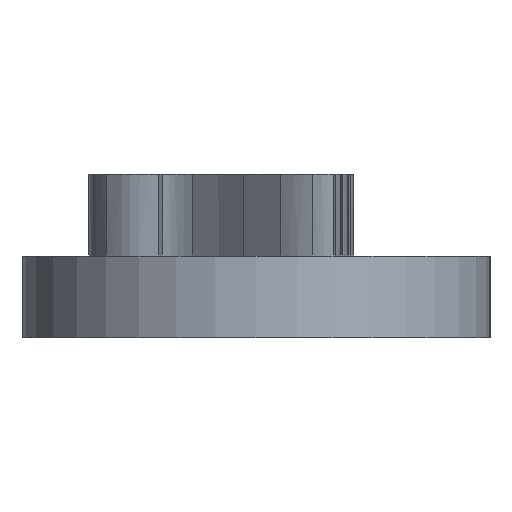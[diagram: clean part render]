
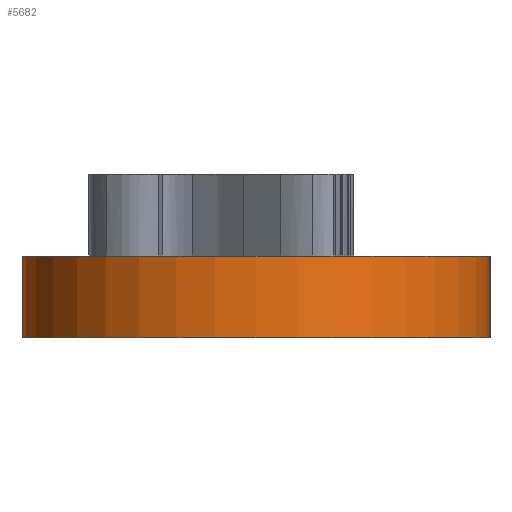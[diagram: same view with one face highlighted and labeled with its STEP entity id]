
A CAD part, left-side view. The second image highlights one B-rep face of the part: STEP entity #5682.
In plain terms, the highlighted cylindrical face has radius 2.867 mm (diameter 5.733 mm), a partial arc.
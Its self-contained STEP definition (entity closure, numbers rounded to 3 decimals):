
#190=CYLINDRICAL_SURFACE('',#6036,2.867);
#556=CIRCLE('',#6034,2.867);
#557=CIRCLE('',#6037,2.867);
#595=FACE_OUTER_BOUND('',#923,.T.);
#923=EDGE_LOOP('',(#3868,#3869,#3870,#3871));
#1284=LINE('',#7393,#1808);
#1285=LINE('',#7397,#1809);
#1808=VECTOR('',#6238,10.);
#1809=VECTOR('',#6243,10.);
#2304=VERTEX_POINT('',#7039);
#2305=VERTEX_POINT('',#7041);
#2379=VERTEX_POINT('',#7391);
#2380=VERTEX_POINT('',#7395);
#2896=EDGE_CURVE('',#2304,#2305,#556,.T.);
#2972=EDGE_CURVE('',#2304,#2379,#1284,.T.);
#2973=EDGE_CURVE('',#2380,#2379,#557,.T.);
#2974=EDGE_CURVE('',#2305,#2380,#1285,.T.);
#3868=ORIENTED_EDGE('',*,*,#2896,.F.);
#3869=ORIENTED_EDGE('',*,*,#2972,.T.);
#3870=ORIENTED_EDGE('',*,*,#2973,.F.);
#3871=ORIENTED_EDGE('',*,*,#2974,.F.);
#5682=ADVANCED_FACE('',(#595),#190,.T.);
#6034=AXIS2_PLACEMENT_3D('',#7042,#6209,#6210);
#6036=AXIS2_PLACEMENT_3D('',#7394,#6239,#6240);
#6037=AXIS2_PLACEMENT_3D('',#7396,#6241,#6242);
#6209=DIRECTION('center_axis',(0.,0.,1.));
#6210=DIRECTION('ref_axis',(1.,0.,0.));
#6238=DIRECTION('',(0.,0.,-1.));
#6239=DIRECTION('center_axis',(0.,0.,-1.));
#6240=DIRECTION('ref_axis',(-1.,0.,0.));
#6241=DIRECTION('center_axis',(0.,0.,-1.));
#6242=DIRECTION('ref_axis',(1.,0.,0.));
#6243=DIRECTION('',(0.,0.,-1.));
#7039=CARTESIAN_POINT('',(-33.838,4.065,0.));
#7041=CARTESIAN_POINT('',(-33.838,-1.668,0.));
#7042=CARTESIAN_POINT('Origin',(-33.838,1.199,0.));
#7391=CARTESIAN_POINT('',(-33.838,4.065,-1.));
#7393=CARTESIAN_POINT('',(-33.838,4.065,0.));
#7394=CARTESIAN_POINT('Origin',(-33.838,1.199,0.));
#7395=CARTESIAN_POINT('',(-33.838,-1.668,-1.));
#7396=CARTESIAN_POINT('Origin',(-33.838,1.199,-1.));
#7397=CARTESIAN_POINT('',(-33.838,-1.668,0.));
